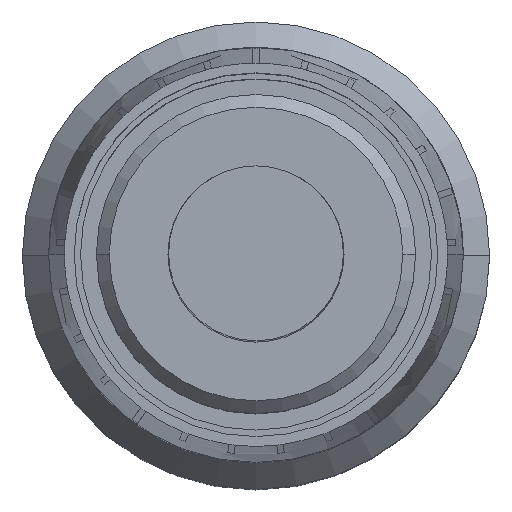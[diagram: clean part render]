
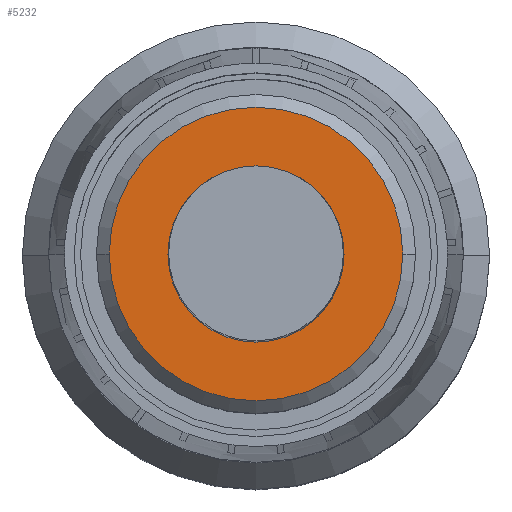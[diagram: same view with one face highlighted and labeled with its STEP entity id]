
A CAD part, top view. The second image highlights one B-rep face of the part: STEP entity #5232.
In plain terms, the highlighted planar face has unit normal (0, 0, 1).
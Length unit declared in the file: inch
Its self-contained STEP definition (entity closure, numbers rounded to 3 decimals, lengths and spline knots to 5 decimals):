
#251 = AXIS2_PLACEMENT_3D ( 'NONE', #281, #280, #279 ) ;
#277 = DIRECTION ( 'NONE',  ( 1., 0., 0. ) ) ;
#278 = DIRECTION ( 'NONE',  ( 0., 0., 1. ) ) ;
#279 = DIRECTION ( 'NONE',  ( 1., 0., 0. ) ) ;
#280 = DIRECTION ( 'NONE',  ( 0., 0., 1. ) ) ;
#281 = CARTESIAN_POINT ( 'NONE',  ( 0., 0., 0.395 ) ) ;
#282 = CIRCLE ( 'NONE', #251, 0.069 ) ;
#283 = CARTESIAN_POINT ( 'NONE',  ( 0., 0., 0.395 ) ) ;
#284 = CIRCLE ( 'NONE', #341, 0.069 ) ;
#341 = AXIS2_PLACEMENT_3D ( 'NONE', #283, #278, #277 ) ;
#656 = CIRCLE ( 'NONE', #674, 0.115 ) ;
#671 = DIRECTION ( 'NONE',  ( 1., 0., 0. ) ) ;
#672 = DIRECTION ( 'NONE',  ( 0., 0., 1. ) ) ;
#673 = CARTESIAN_POINT ( 'NONE',  ( 0., 0., 0.395 ) ) ;
#674 = AXIS2_PLACEMENT_3D ( 'NONE', #673, #672, #671 ) ;
#675 = CARTESIAN_POINT ( 'NONE',  ( 0.115, 0., 0.395 ) ) ;
#3290 = CARTESIAN_POINT ( 'NONE',  ( -0.115, 0., 0.395 ) ) ;
#3400 = FACE_BOUND ( 'NONE', #5153, .T. ) ;
#3417 = FACE_OUTER_BOUND ( 'NONE', #4716, .T. ) ;
#3425 = CARTESIAN_POINT ( 'NONE',  ( 0.069, 0., 0.395 ) ) ;
#3456 = DIRECTION ( 'NONE',  ( 1., 0., 0. ) ) ;
#3458 = DIRECTION ( 'NONE',  ( 0., 0., 1. ) ) ;
#3459 = CARTESIAN_POINT ( 'NONE',  ( 0., 0., 0.395 ) ) ;
#3464 = CARTESIAN_POINT ( 'NONE',  ( -0.069, 0., 0.395 ) ) ;
#3608 = AXIS2_PLACEMENT_3D ( 'NONE', #3459, #3458, #3456 ) ;
#3663 = DIRECTION ( 'NONE',  ( -1., 0., 0. ) ) ;
#3665 = DIRECTION ( 'NONE',  ( 0., 0., -1. ) ) ;
#3667 = CARTESIAN_POINT ( 'NONE',  ( 0., 0.069, 0.395 ) ) ;
#3671 = PLANE ( 'NONE',  #3814 ) ;
#3814 = AXIS2_PLACEMENT_3D ( 'NONE', #3667, #3665, #3663 ) ;
#3818 = CIRCLE ( 'NONE', #3608, 0.115 ) ;
#4699 = ORIENTED_EDGE ( 'NONE', *, *, #4722, .F. ) ;
#4701 = ORIENTED_EDGE ( 'NONE', *, *, #4720, .F. ) ;
#4716 = EDGE_LOOP ( 'NONE', ( #5234, #5244 ) ) ;
#4720 = EDGE_CURVE ( 'NONE', #5226, #5245, #282, .T. ) ;
#4722 = EDGE_CURVE ( 'NONE', #5245, #5226, #284, .T. ) ;
#4907 = EDGE_CURVE ( 'NONE', #4908, #5228, #656, .T. ) ;
#4908 = VERTEX_POINT ( 'NONE', #675 ) ;
#5153 = EDGE_LOOP ( 'NONE', ( #4701, #4699 ) ) ;
#5226 = VERTEX_POINT ( 'NONE', #3425 ) ;
#5228 = VERTEX_POINT ( 'NONE', #3290 ) ;
#5232 = ADVANCED_FACE ( 'NONE', ( #3400, #3417 ), #3671, .F. ) ;
#5234 = ORIENTED_EDGE ( 'NONE', *, *, #5235, .T. ) ;
#5235 = EDGE_CURVE ( 'NONE', #5228, #4908, #3818, .T. ) ;
#5244 = ORIENTED_EDGE ( 'NONE', *, *, #4907, .T. ) ;
#5245 = VERTEX_POINT ( 'NONE', #3464 ) ;
